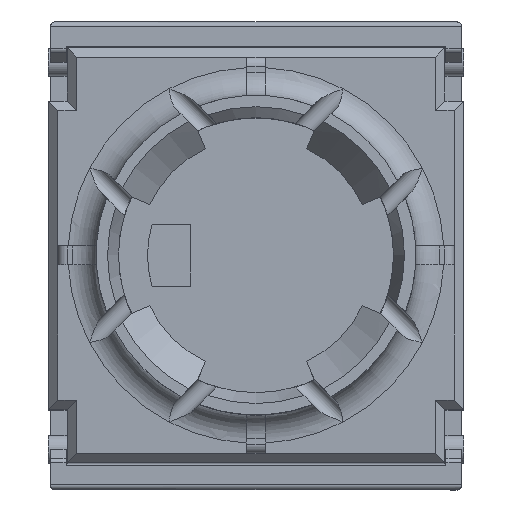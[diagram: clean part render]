
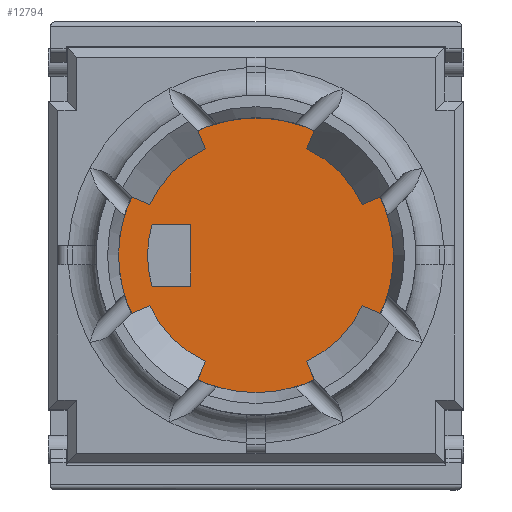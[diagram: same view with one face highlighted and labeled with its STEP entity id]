
A CAD part, top view. The second image highlights one B-rep face of the part: STEP entity #12794.
In plain terms, the highlighted planar face has unit normal (0, 0, 1).
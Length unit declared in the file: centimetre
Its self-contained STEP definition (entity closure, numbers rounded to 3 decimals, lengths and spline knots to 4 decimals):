
#365=FACE_BOUND($,#1468,.T.);
#366=FACE_BOUND($,#1469,.T.);
#459=CIRCLE($,#13530,0.575);
#460=CIRCLE($,#13531,0.735);
#461=CIRCLE($,#13532,0.735);
#462=CIRCLE($,#13533,0.735);
#463=CIRCLE($,#13534,0.735);
#464=CIRCLE($,#13535,0.735);
#465=CIRCLE($,#13536,0.735);
#466=CIRCLE($,#13537,0.735);
#467=CIRCLE($,#13538,0.735);
#1468=EDGE_LOOP($,(#8453,#8454,#8455,#8456));
#1469=EDGE_LOOP($,(#8457,#8458,#8459,#8460,#8461,#8462,#8463,#8464));
#2331=LINE($,#18207,#3805);
#2332=LINE($,#18209,#3806);
#2333=LINE($,#18210,#3807);
#3805=VECTOR($,#14628,0.2058);
#3806=VECTOR($,#14629,0.33);
#3807=VECTOR($,#14630,0.2058);
#5279=VERTEX_POINT($,#18203);
#5280=VERTEX_POINT($,#18204);
#5281=VERTEX_POINT($,#18206);
#5282=VERTEX_POINT($,#18208);
#5283=VERTEX_POINT($,#18211);
#5284=VERTEX_POINT($,#18212);
#5285=VERTEX_POINT($,#18214);
#5286=VERTEX_POINT($,#18216);
#5287=VERTEX_POINT($,#18218);
#5288=VERTEX_POINT($,#18220);
#5289=VERTEX_POINT($,#18222);
#5290=VERTEX_POINT($,#18224);
#6527=EDGE_CURVE($,#5279,#5280,#459,.T.);
#6528=EDGE_CURVE($,#5281,#5279,#2331,.T.);
#6529=EDGE_CURVE($,#5282,#5281,#2332,.T.);
#6530=EDGE_CURVE($,#5280,#5282,#2333,.T.);
#6531=EDGE_CURVE($,#5283,#5284,#460,.T.);
#6532=EDGE_CURVE($,#5285,#5283,#461,.T.);
#6533=EDGE_CURVE($,#5286,#5285,#462,.T.);
#6534=EDGE_CURVE($,#5287,#5286,#463,.T.);
#6535=EDGE_CURVE($,#5288,#5287,#464,.T.);
#6536=EDGE_CURVE($,#5289,#5288,#465,.T.);
#6537=EDGE_CURVE($,#5290,#5289,#466,.T.);
#6538=EDGE_CURVE($,#5284,#5290,#467,.T.);
#8453=ORIENTED_EDGE($,*,*,#6527,.F.);
#8454=ORIENTED_EDGE($,*,*,#6528,.F.);
#8455=ORIENTED_EDGE($,*,*,#6529,.F.);
#8456=ORIENTED_EDGE($,*,*,#6530,.F.);
#8457=ORIENTED_EDGE($,*,*,#6531,.F.);
#8458=ORIENTED_EDGE($,*,*,#6532,.F.);
#8459=ORIENTED_EDGE($,*,*,#6533,.F.);
#8460=ORIENTED_EDGE($,*,*,#6534,.F.);
#8461=ORIENTED_EDGE($,*,*,#6535,.F.);
#8462=ORIENTED_EDGE($,*,*,#6536,.F.);
#8463=ORIENTED_EDGE($,*,*,#6537,.F.);
#8464=ORIENTED_EDGE($,*,*,#6538,.F.);
#12250=PLANE($,#13529);
#12794=ADVANCED_FACE($,(#365,#366),#12250,.T.);
#13529=AXIS2_PLACEMENT_3D($,#18202,#14624,#14625);
#13530=AXIS2_PLACEMENT_3D($,#18205,#14626,#14627);
#13531=AXIS2_PLACEMENT_3D($,#18213,#14631,#14632);
#13532=AXIS2_PLACEMENT_3D($,#18215,#14633,#14634);
#13533=AXIS2_PLACEMENT_3D($,#18217,#14635,#14636);
#13534=AXIS2_PLACEMENT_3D($,#18219,#14637,#14638);
#13535=AXIS2_PLACEMENT_3D($,#18221,#14639,#14640);
#13536=AXIS2_PLACEMENT_3D($,#18223,#14641,#14642);
#13537=AXIS2_PLACEMENT_3D($,#18225,#14643,#14644);
#13538=AXIS2_PLACEMENT_3D($,#18226,#14645,#14646);
#14624=DIRECTION('center_axis',(0.,0.,1.));
#14625=DIRECTION('ref_axis',(1.,0.,0.));
#14626=DIRECTION('center_axis',(0.,0.,1.));
#14627=DIRECTION('ref_axis',(0.958,-0.287,0.));
#14628=DIRECTION($,(-1.,0.,0.));
#14629=DIRECTION($,(0.,1.,0.));
#14630=DIRECTION($,(1.,0.,0.));
#14631=DIRECTION('center_axis',(0.,0.,-1.));
#14632=DIRECTION('ref_axis',(-1.,0.,0.));
#14633=DIRECTION('center_axis',(0.,0.,-1.));
#14634=DIRECTION('ref_axis',(-1.,0.,0.));
#14635=DIRECTION('center_axis',(0.,0.,-1.));
#14636=DIRECTION('ref_axis',(-1.,0.,0.));
#14637=DIRECTION('center_axis',(0.,0.,-1.));
#14638=DIRECTION('ref_axis',(-1.,0.,0.));
#14639=DIRECTION('center_axis',(0.,0.,-1.));
#14640=DIRECTION('ref_axis',(-1.,0.,0.));
#14641=DIRECTION('center_axis',(0.,0.,-1.));
#14642=DIRECTION('ref_axis',(-1.,0.,0.));
#14643=DIRECTION('center_axis',(0.,0.,-1.));
#14644=DIRECTION('ref_axis',(-1.,0.,0.));
#14645=DIRECTION('center_axis',(0.,0.,-1.));
#14646=DIRECTION('ref_axis',(-1.,0.,0.));
#18202=CARTESIAN_POINT('Origin',(1.0111,1.0953,0.05));
#18203=CARTESIAN_POINT('',(0.4542,1.275,0.05));
#18204=CARTESIAN_POINT('',(0.4542,0.945,0.05));
#18205=CARTESIAN_POINT('Origin',(1.005,1.11,0.05));
#18206=CARTESIAN_POINT('',(0.66,1.275,0.05));
#18207=CARTESIAN_POINT($,(0.8355,1.275,0.05));
#18208=CARTESIAN_POINT('',(0.66,0.945,0.05));
#18209=CARTESIAN_POINT($,(0.66,1.0202,0.05));
#18210=CARTESIAN_POINT($,(0.7326,0.945,0.05));
#18211=CARTESIAN_POINT('',(1.2723,0.4234,0.05));
#18212=CARTESIAN_POINT('',(0.7477,0.4234,0.05));
#18213=CARTESIAN_POINT('Origin',(1.01,1.11,0.05));
#18214=CARTESIAN_POINT('',(1.6966,0.8477,0.05));
#18215=CARTESIAN_POINT('Origin',(1.01,1.11,0.05));
#18216=CARTESIAN_POINT('',(1.6966,1.3723,0.05));
#18217=CARTESIAN_POINT('Origin',(1.01,1.11,0.05));
#18218=CARTESIAN_POINT('',(1.2723,1.7966,0.05));
#18219=CARTESIAN_POINT('Origin',(1.01,1.11,0.05));
#18220=CARTESIAN_POINT('',(0.7477,1.7966,0.05));
#18221=CARTESIAN_POINT('Origin',(1.01,1.11,0.05));
#18222=CARTESIAN_POINT('',(0.3234,1.3723,0.05));
#18223=CARTESIAN_POINT('Origin',(1.01,1.11,0.05));
#18224=CARTESIAN_POINT('',(0.3234,0.8477,0.05));
#18225=CARTESIAN_POINT('Origin',(1.01,1.11,0.05));
#18226=CARTESIAN_POINT('Origin',(1.01,1.11,0.05));
